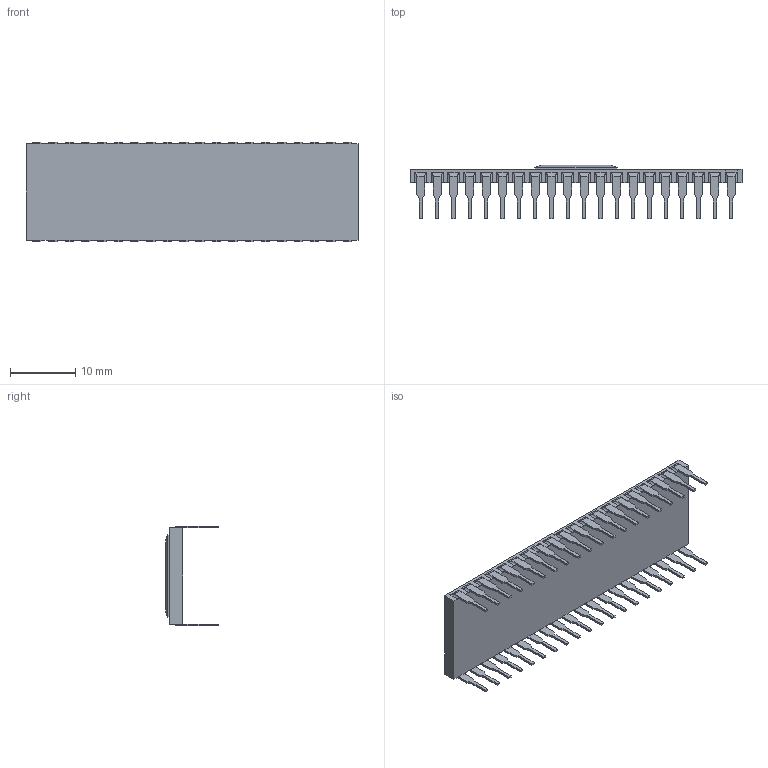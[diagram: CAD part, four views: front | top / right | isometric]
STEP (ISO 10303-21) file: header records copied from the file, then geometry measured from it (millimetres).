
FILE_DESCRIPTION (( 'STEP AP214' ), '1' );
FILE_NAME ('87F70306-EE59-4518-9DE2-08057C24D33B.STEP', '2023-05-07T14:41:38', ( '' ), ( '' ), 'SwSTEP 2.0', 'SolidWorks 2022', '' );
FILE_SCHEMA (( 'AUTOMOTIVE_DESIGN' ));
Length unit declared in the file: millimetre
Products named in the file (1): 87F70306-EE59-4518-9DE2-08057C24D33B
Bounding box: 50.8 x 8.15 x 15.3 mm (x, y, z)
Volume: 1660.2 mm3; surface area: 2283.1 mm2
Topology: 1 solids, 1 shells, 847 faces, 2368 edges, 1548 vertices
Faces by surface type: plane 543, bspline 172, cylinder 132
Entity records: 43587 total; most frequent: CARTESIAN_POINT 13796, ORIENTED_EDGE 4736, DIRECTION 3388, EDGE_CURVE 2368, VECTOR 1844, LINE 1844, VERTEX_POINT 1548, EDGE_LOOP 872
